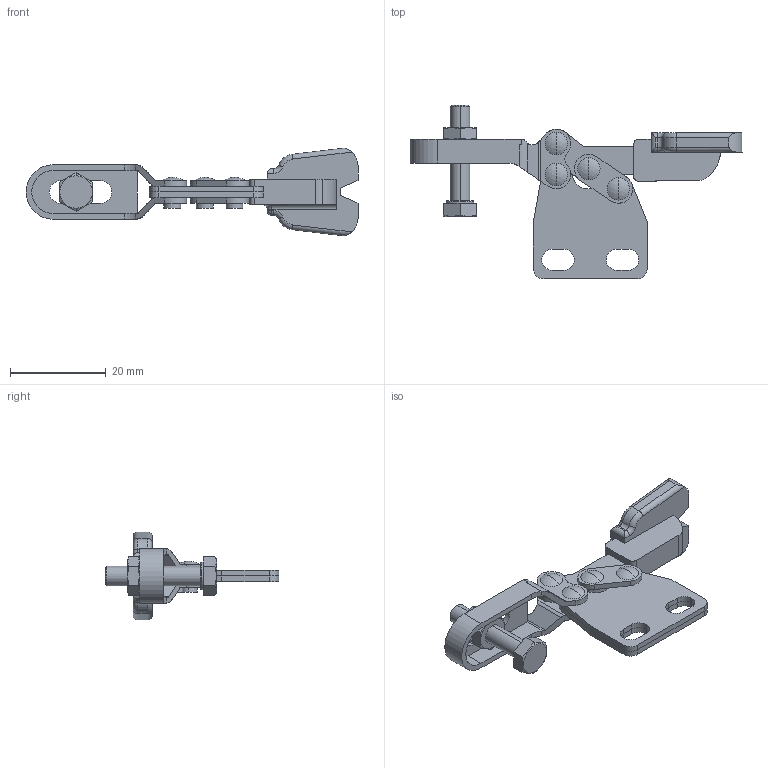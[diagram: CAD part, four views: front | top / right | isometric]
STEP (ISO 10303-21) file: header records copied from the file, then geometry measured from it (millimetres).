
FILE_DESCRIPTION (( 'STEP AP214' ), '1' );
FILE_NAME ('GH-22010(Â²¤Æ).STEP', '2020-07-22T02:23:03', ( 'LinWei' ), ( '' ), 'SwSTEP 2.0', 'SolidWorks 2016', '' );
FILE_SCHEMA (( 'AUTOMOTIVE_DESIGN' ));
Length unit declared in the file: millimetre
Products named in the file (6): Group5^GH-22010(簡化); Group3^GH-22010(簡化); Group2^GH-22010(簡化); GH-22010(簡化); 12201014(簡化); 12200501-1^GH-22010(簡化)
Assembly tree (5 placements, depth 2):
  GH-22010(簡化)
    Group2^GH-22010(簡化)
    Group3^GH-22010(簡化)
    Group5^GH-22010(簡化)
    12200501-1^GH-22010(簡化)
    12201014(簡化)
Bounding box: 69.5 x 36.3 x 18.39 mm (x, y, z)
Volume: 4547.4 mm3; surface area: 6189 mm2
Topology: 6 solids, 6 shells, 306 faces, 783 edges, 506 vertices
Faces by surface type: cylinder 130, plane 128, cone 28, torus 11, sphere 9
Entity records: 10496 total; most frequent: CARTESIAN_POINT 1961, DIRECTION 1607, ORIENTED_EDGE 1564, EDGE_CURVE 782, AXIS2_PLACEMENT_3D 606, VERTEX_POINT 506, LINE 395, VECTOR 395
